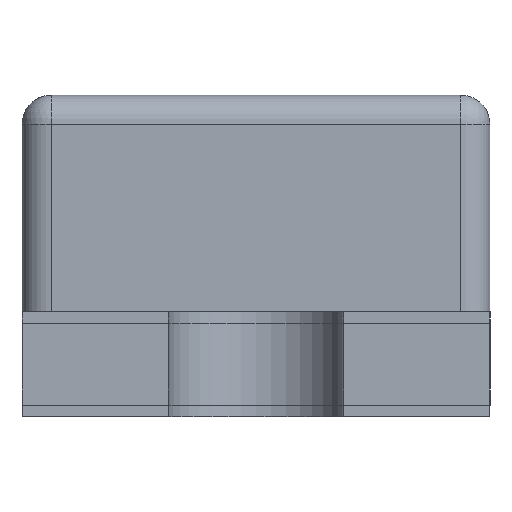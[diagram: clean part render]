
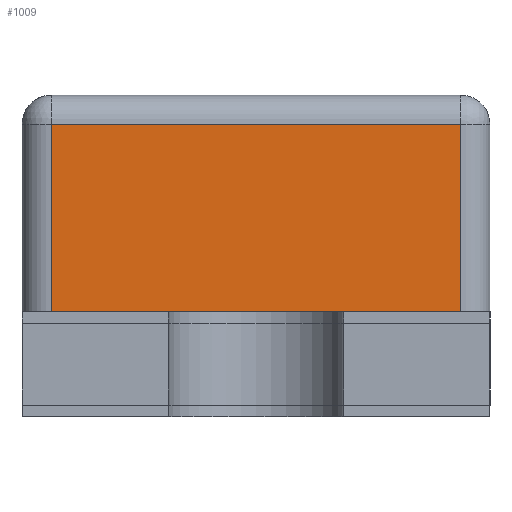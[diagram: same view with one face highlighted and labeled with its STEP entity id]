
A CAD part, left-side view. The second image highlights one B-rep face of the part: STEP entity #1009.
In plain terms, the highlighted planar face has unit normal (-1, 0, 0).
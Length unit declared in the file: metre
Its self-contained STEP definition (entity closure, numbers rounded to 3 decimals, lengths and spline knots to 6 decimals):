
#56=ORIENTED_EDGE('',*,*,#344,.T.);
#57=ORIENTED_EDGE('',*,*,#345,.T.);
#58=ORIENTED_EDGE('',*,*,#346,.T.);
#59=ORIENTED_EDGE('',*,*,#347,.T.);
#344=EDGE_CURVE('',#848,#849,#488,.F.);
#345=EDGE_CURVE('',#849,#850,#489,.T.);
#346=EDGE_CURVE('',#850,#851,#490,.T.);
#347=EDGE_CURVE('',#851,#848,#491,.F.);
#488=LINE('',#1581,#604);
#489=LINE('',#1584,#605);
#490=LINE('',#1586,#606);
#491=LINE('',#1588,#607);
#604=VECTOR('',#1265,1.);
#605=VECTOR('',#1266,1.);
#606=VECTOR('',#1267,1.);
#607=VECTOR('',#1268,1.);
#717=EDGE_LOOP('',(#56,#57,#58,#59));
#781=PLANE('',#1155);
#848=VERTEX_POINT('',#1582);
#849=VERTEX_POINT('',#1583);
#850=VERTEX_POINT('',#1585);
#851=VERTEX_POINT('',#1587);
#939=FACE_BOUND('',#717,.T.);
#1009=ADVANCED_FACE('',(#939),#781,.F.);
#1155=AXIS2_PLACEMENT_3D('',#1580,#1263,#1264);
#1263=DIRECTION('',(1.,0.,0.));
#1264=DIRECTION('',(0.,0.,-1.));
#1265=DIRECTION('',(0.,-1.,0.));
#1266=DIRECTION('',(0.,0.,-1.));
#1267=DIRECTION('',(0.,-1.,0.));
#1268=DIRECTION('',(0.,0.,-1.));
#1580=CARTESIAN_POINT('',(-0.00055,0.,0.00055));
#1581=CARTESIAN_POINT('',(-0.00055,0.0004,0.0005));
#1582=CARTESIAN_POINT('',(-0.00055,-0.00035,0.0005));
#1583=CARTESIAN_POINT('',(-0.00055,0.00035,0.0005));
#1584=CARTESIAN_POINT('',(-0.00055,0.00035,0.00018));
#1585=CARTESIAN_POINT('',(-0.00055,0.00035,0.00018));
#1586=CARTESIAN_POINT('',(-0.00055,0.,0.00018));
#1587=CARTESIAN_POINT('',(-0.00055,-0.00035,0.00018));
#1588=CARTESIAN_POINT('',(-0.00055,-0.00035,0.00055));
